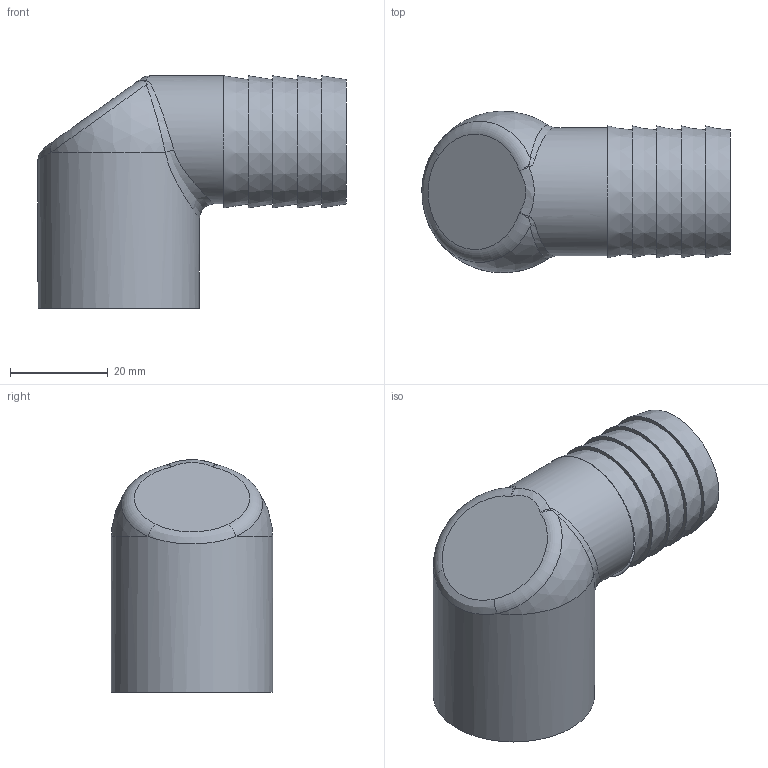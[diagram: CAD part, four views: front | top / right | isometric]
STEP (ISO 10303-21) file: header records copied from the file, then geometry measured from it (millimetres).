
FILE_DESCRIPTION(/* description */ ('Unknown'),/* implementation_level */ '2;1');
FILE_NAME(/* name */ 'R-222-SL-DN20',/* time_stamp */ '2024-07-23T14:31:34+08:00',/* author */ ('Unknown'),/* organization */ ('Unknown'),/* preprocessor_version */ 'ST-DEVELOPER v16.7',/* originating_system */ 'DEX',/* authorisation */ $);
FILE_SCHEMA (('AUTOMOTIVE_DESIGN {1 0 10303 214 3 1 1}'));
Length unit declared in the file: millimetre
Products named in the file (1): R-222-SL-DN20
Bounding box: 62.99 x 32.99 x 47.5 mm (x, y, z)
Volume: 32141.3 mm3; surface area: 12677.1 mm2
Topology: 1 solids, 1 shells, 33 faces, 66 edges, 38 vertices
Faces by surface type: bspline 9, plane 9, cylinder 5, cone 5, torus 3, sphere 2
Full cylindrical faces by diameter (mm): 15 x2, 26.2 x1, 26.4 x1, 33 x1
Entity records: 1005 total; most frequent: CARTESIAN_POINT 394, DIRECTION 122, ORIENTED_EDGE 100, AXIS2_PLACEMENT_3D 61, EDGE_LOOP 51, FACE_BOUND 51, EDGE_CURVE 50, VERTEX_POINT 35
